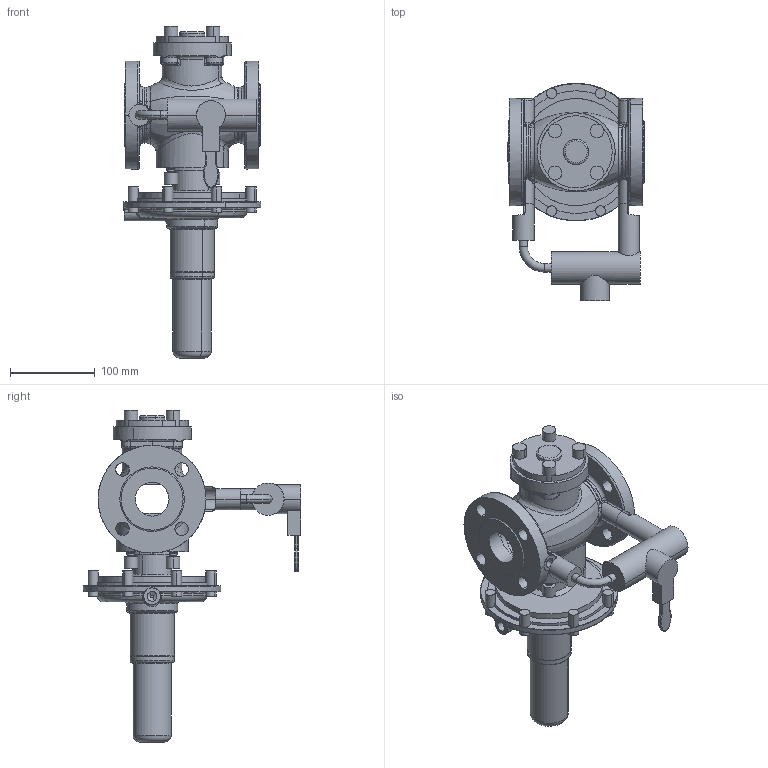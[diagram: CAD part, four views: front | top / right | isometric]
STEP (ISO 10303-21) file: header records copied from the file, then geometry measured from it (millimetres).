
FILE_DESCRIPTION(('CATIA V5 STEP Exchange'),'2;1');
FILE_NAME('S100 DN040 links ANSI.stp','2023-04-26T09:01:24+00:00',('none'),('none'),'CATIA Version 5-6 Release 2018 SP2','CATIA V5 STEP AP203','none');
FILE_SCHEMA(('CONFIG_CONTROL_DESIGN'));
Length unit declared in the file: millimetre
Products named in the file (1): Product1
Assembly tree (2 placements, depth 2):
  Product1
    #57
    #22731
Bounding box: 161.78 x 256 x 391.06 mm (x, y, z)
Volume: 2547144.8 mm3; surface area: 283470.7 mm2
Topology: 3 solids, 17 shells, 797 faces, 1977 edges, 1190 vertices
Faces by surface type: cylinder 289, bspline 140, torus 137, plane 110, cone 96, revolution 17, sphere 8
Entity records: 35937 total; most frequent: CARTESIAN_POINT 20418, ORIENTED_EDGE 3870, EDGE_CURVE 1935, DIRECTION 1910, VERTEX_POINT 1188, AXIS2_PLACEMENT_3D 1113, EDGE_LOOP 847, ADVANCED_FACE 797
